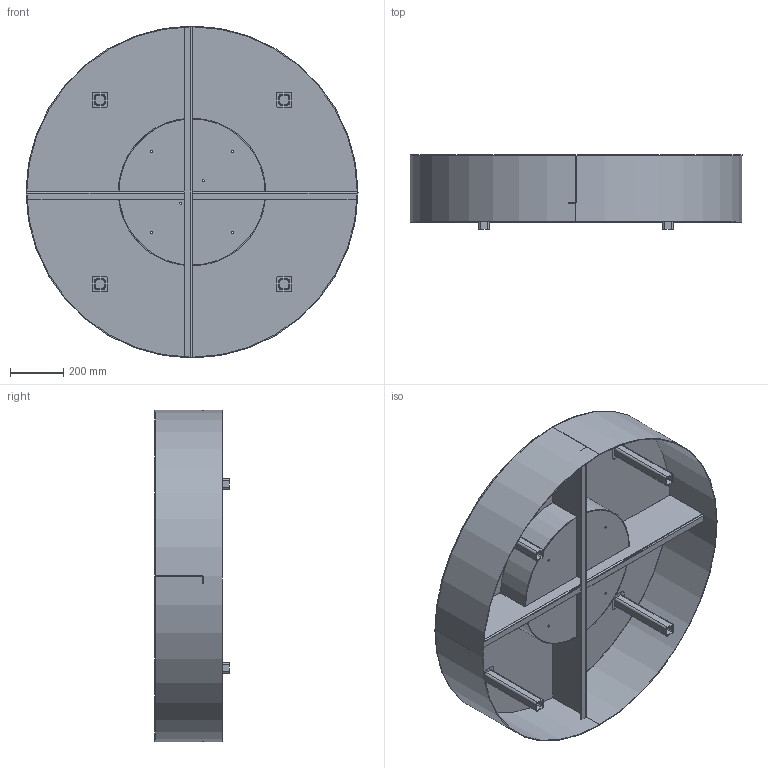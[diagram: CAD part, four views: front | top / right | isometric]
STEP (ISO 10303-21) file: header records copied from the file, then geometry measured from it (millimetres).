
FILE_DESCRIPTION (( 'STEP AP203' ), '1' );
FILE_NAME ('VL1.STEP', '2021-04-13T12:32:47', ( '' ), ( '' ), 'SwSTEP 2.0', 'SolidWorks 2020', '' );
FILE_SCHEMA (( 'CONFIG_CONTROL_DESIGN' ));
Length unit declared in the file: millimetre
Products named in the file (9): VL1 bottomplate; VL1-Reinforcement 2; VL1 outside wall; VL1 topplate; VL1 reinforcement leg; VL1; VL1-Reinforcement; VL1 inside wall; VL1 leg_Default<As Machined>
Assembly tree (15 placements, depth 2):
  VL1
    VL1 bottomplate
    VL1 inside wall
    VL1 leg_Default<As Machined>  x4
    VL1 outside wall  x2
    VL1 reinforcement leg  x4
    VL1 topplate
    VL1-Reinforcement 2
    VL1-Reinforcement
Bounding box: 1250 x 280 x 1250 mm (x, y, z)
Volume: 9013732.4 mm3; surface area: 5998071.6 mm2
Topology: 15 solids, 15 shells, 215 faces, 533 edges, 348 vertices
Faces by surface type: plane 127, cylinder 84, bspline 4
Entity records: 5230 total; most frequent: CARTESIAN_POINT 1040, DIRECTION 659, ORIENTED_EDGE 610, EDGE_CURVE 305, AXIS2_PLACEMENT_3D 223, VECTOR 213, LINE 213, VERTEX_POINT 196
